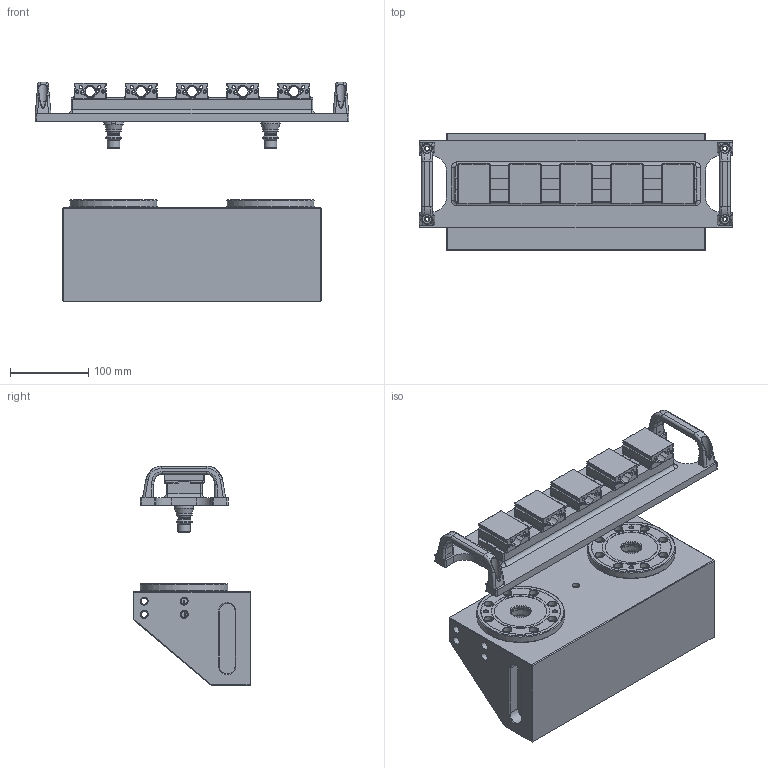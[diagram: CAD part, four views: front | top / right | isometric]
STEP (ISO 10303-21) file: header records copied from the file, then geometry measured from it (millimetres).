
FILE_DESCRIPTION(/* description */ (''),/* implementation_level */ '2;1');
FILE_NAME(/* name */ '',/* time_stamp */ '2022-05-07T11:53:02+08:00',/* author */ (''),/* organization */ (''),/* preprocessor_version */ 'ST-DEVELOPER v11',/* originating_system */ 'SIEMENS PLM Software NX 7.0',/* authorisation */ '');
FILE_SCHEMA (('CONFIG_CONTROL_DESIGN'));
Products named in the file (1): AdmiA7B2gf53
Bounding box: 400 x 150 x 280 mm (x, y, z)
Volume: 5164557.9 mm3; surface area: 522913.4 mm2
Topology: 15 solids, 15 shells, 1996 faces, 5144 edges, 3327 vertices
Faces by surface type: cylinder 798, plane 703, cone 290, bspline 158, torus 47
Full cylindrical faces by diameter (mm): 3 x4, 5 x16, 5.2 x4, 5.3 x4, 5.5 x20, 6 x16, 6.5 x20, 8 x18, 10 x43, 10.2 x2, 11 x40, 11.5 x4, 15 x2, 16 x2, 17.5 x2, 18 x4, 20 x4, 25 x3, 30.8 x2, 32 x2, 42 x2, 74.6 x2, 77.6 x2, 77.8 x2, 78 x4, 112 x2
Entity records: 89328 total; most frequent: CARTESIAN_POINT 44323, DIRECTION 9204, ORIENTED_EDGE 9024, EDGE_CURVE 4512, AXIS2_PLACEMENT_3D 3728, VERTEX_POINT 3116, EDGE_LOOP 2688, ADVANCED_FACE 1976
